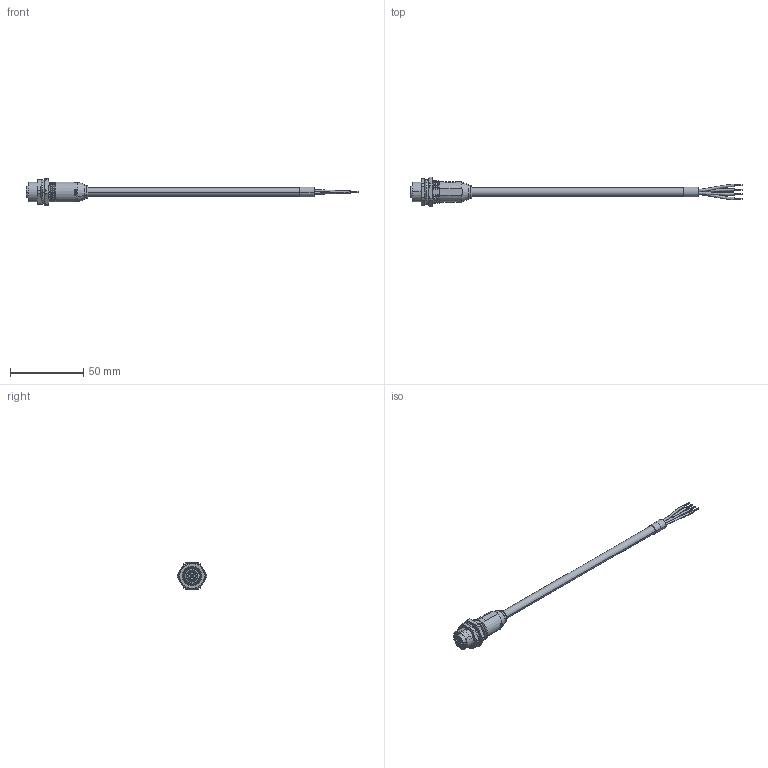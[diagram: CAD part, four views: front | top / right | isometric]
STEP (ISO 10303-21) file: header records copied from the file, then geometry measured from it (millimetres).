
FILE_DESCRIPTION (( 'STEP AP203' ), '1' );
FILE_NAME ('10-06452.step', '2025-11-12T18:45:28', ( '' ), ( '' ), 'SwSTEP 2.0', 'SolidWorks 2025', '' );
FILE_SCHEMA (( 'CONFIG_CONTROL_DESIGN' ));
Length unit declared in the file: millimetre
Products named in the file (7): 24-00454; 10-06452; 56-00046; 54-00540; 30-03673_spec; 32-00025_10 mm
Assembly tree (6 placements, depth 3):
  10-06452
    30-03673_spec
    24-00454
    54-00540
      54-00540
      56-00046
    32-00025_10 mm
Bounding box: 227.24 x 20 x 18 mm (x, y, z)
Volume: 9950.9 mm3; surface area: 34725 mm2
Topology: 155 solids, 155 shells, 1614 faces, 3494 edges, 2298 vertices
Faces by surface type: plane 715, cylinder 659, cone 122, bspline 112, torus 6
Entity records: 62578 total; most frequent: CARTESIAN_POINT 27048, DIRECTION 7227, ORIENTED_EDGE 6956, EDGE_CURVE 3478, AXIS2_PLACEMENT_3D 2875, VERTEX_POINT 2298, EDGE_LOOP 1768, FACE_OUTER_BOUND 1614
